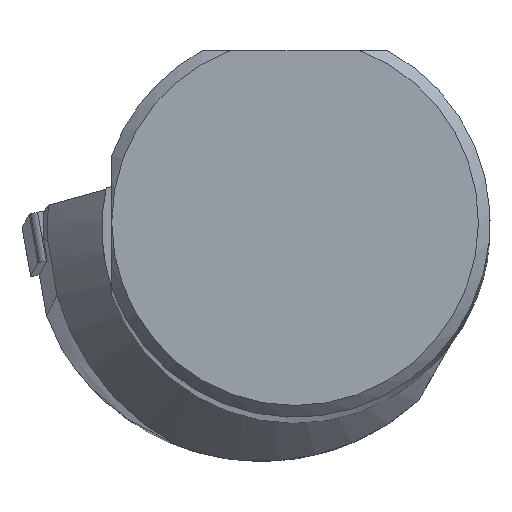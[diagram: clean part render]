
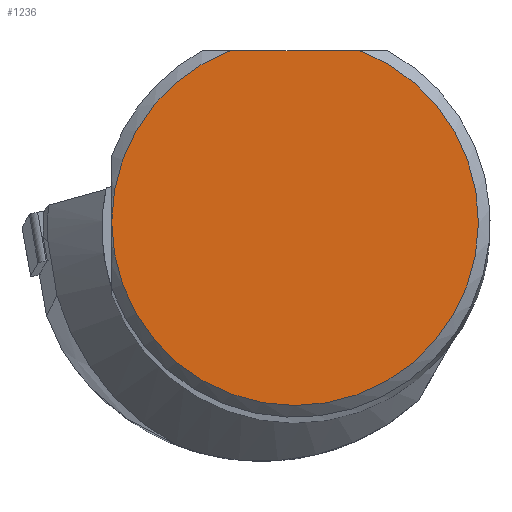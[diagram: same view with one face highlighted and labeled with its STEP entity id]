
A CAD part, top view. The second image highlights one B-rep face of the part: STEP entity #1236.
In plain terms, the highlighted planar face has unit normal (0, 0, 1).
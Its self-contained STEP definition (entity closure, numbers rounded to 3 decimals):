
#513=CARTESIAN_POINT('',(-23.5,0.,0.));
#518=CARTESIAN_POINT('',(0.,0.,0.));
#519=DIRECTION('',(0.,0.,1.));
#520=DIRECTION('',(-1.,0.,0.));
#521=AXIS2_PLACEMENT_3D('',#518,#519,#520);
#526=CARTESIAN_POINT('',(8.261,22.,0.));
#553=CARTESIAN_POINT('',(-8.261,22.,0.));
#558=CARTESIAN_POINT('',(0.,0.,0.));
#559=DIRECTION('',(0.,0.,1.));
#560=DIRECTION('',(-0.352,0.936,0.));
#561=AXIS2_PLACEMENT_3D('',#558,#559,#560);
#566=DIRECTION('',(1.,0.,0.));
#567=VECTOR('',#566,16.523);
#568=CARTESIAN_POINT('',(-8.261,22.,0.));
#569=LINE('',#568,#567);
#773=VERTEX_POINT('',#553);
#817=VERTEX_POINT('',#526);
#822=VERTEX_POINT('',#513);
#1225=CARTESIAN_POINT('',(0.,0.,0.));
#1226=DIRECTION('',(0.,0.,-1.));
#1227=DIRECTION('',(1.,0.,0.));
#1228=AXIS2_PLACEMENT_3D('',#1225,#1226,#1227);
#1229=PLANE('',#1228);
#1230=ORIENTED_EDGE('',*,*,#1213,.F.);
#1232=ORIENTED_EDGE('',*,*,#1231,.T.);
#1233=ORIENTED_EDGE('',*,*,#1187,.F.);
#1234=EDGE_LOOP('',(#1230,#1232,#1233));
#1235=FACE_OUTER_BOUND('',#1234,.F.);
#522=CIRCLE('',#521,23.5);
#562=CIRCLE('',#561,23.5);
#1187=EDGE_CURVE('',#822,#817,#522,.T.);
#1213=EDGE_CURVE('',#773,#822,#562,.T.);
#1231=EDGE_CURVE('',#773,#817,#569,.T.);
#1236=ADVANCED_FACE('',(#1235),#1229,.F.);
